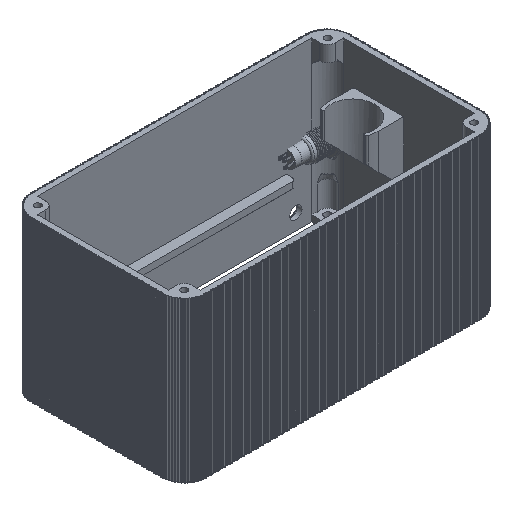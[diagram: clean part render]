
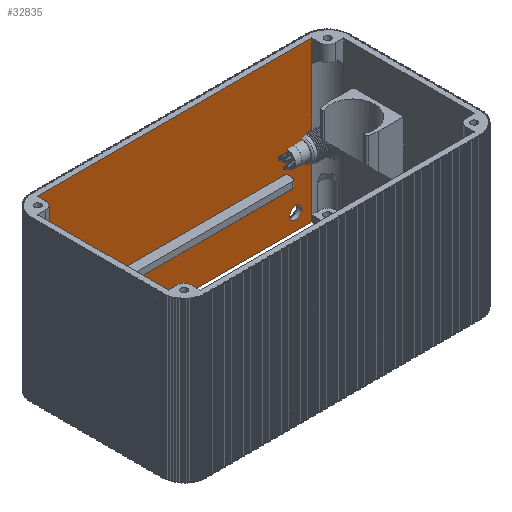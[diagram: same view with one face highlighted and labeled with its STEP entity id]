
A CAD part, isometric view. The second image highlights one B-rep face of the part: STEP entity #32835.
In plain terms, the highlighted planar face has unit normal (0, -1, 0).
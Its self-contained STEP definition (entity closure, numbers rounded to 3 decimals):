
#203=FACE_BOUND('',#4062,.T.);
#204=FACE_BOUND('',#4063,.T.);
#758=PLANE('',#36594);
#2358=FACE_OUTER_BOUND('',#4061,.T.);
#4061=EDGE_LOOP('',(#29530,#29531,#29532,#29533,#29534,#29535,#29536,#29537,
#29538,#29539));
#4062=EDGE_LOOP('',(#29540));
#4063=EDGE_LOOP('',(#29541,#29542,#29543,#29544));
#4798=LINE('',#52384,#7395);
#5208=LINE('',#55001,#7805);
#6575=LINE('',#58098,#9172);
#6578=LINE('',#58125,#9175);
#6587=LINE('',#58146,#9184);
#6589=LINE('',#58151,#9186);
#6613=LINE('',#58243,#9210);
#6626=LINE('',#58279,#9223);
#6629=LINE('',#58284,#9226);
#6630=LINE('',#58286,#9227);
#6677=LINE('',#58448,#9274);
#6678=LINE('',#58450,#9275);
#6679=LINE('',#58453,#9276);
#6680=LINE('',#58454,#9277);
#7395=VECTOR('',#39745,10.);
#7805=VECTOR('',#41977,10.);
#9172=VECTOR('',#46086,10.);
#9175=VECTOR('',#46099,10.);
#9184=VECTOR('',#46128,10.);
#9186=VECTOR('',#46134,10.);
#9210=VECTOR('',#46206,10.);
#9223=VECTOR('',#46243,10.);
#9226=VECTOR('',#46248,10.);
#9227=VECTOR('',#46251,10.);
#9274=VECTOR('',#46460,10.);
#9275=VECTOR('',#46463,10.);
#9276=VECTOR('',#46466,10.);
#9277=VECTOR('',#46467,10.);
#11356=CIRCLE('',#36385,3.9);
#13452=VERTEX_POINT('',#52381);
#13453=VERTEX_POINT('',#52383);
#14748=VERTEX_POINT('',#54999);
#14749=VERTEX_POINT('',#55000);
#14768=VERTEX_POINT('',#57596);
#14805=VERTEX_POINT('',#57816);
#14814=VERTEX_POINT('',#57905);
#14855=VERTEX_POINT('',#58123);
#14858=VERTEX_POINT('',#58150);
#14889=VERTEX_POINT('',#58240);
#14890=VERTEX_POINT('',#58242);
#14901=VERTEX_POINT('',#58278);
#14902=VERTEX_POINT('',#58282);
#14936=VERTEX_POINT('',#58446);
#14937=VERTEX_POINT('',#58452);
#16940=EDGE_CURVE('',#13453,#13452,#4798,.T.);
#18256=EDGE_CURVE('',#14748,#14749,#5208,.T.);
#19542=EDGE_CURVE('',#14768,#14768,#11356,.T.);
#19676=EDGE_CURVE('',#14814,#14748,#6575,.T.);
#19684=EDGE_CURVE('',#14855,#14814,#6578,.T.);
#19695=EDGE_CURVE('',#14805,#14749,#6587,.T.);
#19697=EDGE_CURVE('',#14858,#14805,#6589,.T.);
#19737=EDGE_CURVE('',#14889,#14890,#6613,.T.);
#19755=EDGE_CURVE('',#14901,#14890,#6626,.T.);
#19758=EDGE_CURVE('',#14889,#14902,#6629,.T.);
#19759=EDGE_CURVE('',#14902,#14901,#6630,.T.);
#19838=EDGE_CURVE('',#13452,#14936,#6677,.T.);
#19839=EDGE_CURVE('',#14936,#14858,#6678,.T.);
#19840=EDGE_CURVE('',#14855,#14937,#6679,.T.);
#19841=EDGE_CURVE('',#14937,#13453,#6680,.T.);
#29530=ORIENTED_EDGE('',*,*,#19838,.T.);
#29531=ORIENTED_EDGE('',*,*,#19839,.T.);
#29532=ORIENTED_EDGE('',*,*,#19697,.T.);
#29533=ORIENTED_EDGE('',*,*,#19695,.T.);
#29534=ORIENTED_EDGE('',*,*,#18256,.F.);
#29535=ORIENTED_EDGE('',*,*,#19676,.F.);
#29536=ORIENTED_EDGE('',*,*,#19684,.F.);
#29537=ORIENTED_EDGE('',*,*,#19840,.T.);
#29538=ORIENTED_EDGE('',*,*,#19841,.T.);
#29539=ORIENTED_EDGE('',*,*,#16940,.T.);
#29540=ORIENTED_EDGE('',*,*,#19542,.T.);
#29541=ORIENTED_EDGE('',*,*,#19758,.T.);
#29542=ORIENTED_EDGE('',*,*,#19759,.T.);
#29543=ORIENTED_EDGE('',*,*,#19755,.T.);
#29544=ORIENTED_EDGE('',*,*,#19737,.F.);
#32835=ADVANCED_FACE('',(#2358,#203,#204),#758,.T.);
#36385=AXIS2_PLACEMENT_3D('',#57597,#45853,#45854);
#36594=AXIS2_PLACEMENT_3D('',#58451,#46464,#46465);
#39745=DIRECTION('',(1.,0.,0.));
#41977=DIRECTION('',(1.,0.,0.));
#45853=DIRECTION('center_axis',(0.,1.,0.));
#45854=DIRECTION('ref_axis',(1.,0.,0.));
#46086=DIRECTION('',(0.,0.,1.));
#46099=DIRECTION('',(0.,0.,1.));
#46128=DIRECTION('',(0.,0.,1.));
#46134=DIRECTION('',(0.,0.,1.));
#46206=DIRECTION('',(1.,0.,0.));
#46243=DIRECTION('',(0.,0.,-1.));
#46248=DIRECTION('',(0.,0.,1.));
#46251=DIRECTION('',(1.,0.,0.));
#46460=DIRECTION('',(0.,0.,1.));
#46463=DIRECTION('',(1.,0.,0.));
#46464=DIRECTION('center_axis',(0.,-1.,0.));
#46465=DIRECTION('ref_axis',(1.,0.,0.));
#46466=DIRECTION('',(1.,0.,0.));
#46467=DIRECTION('',(0.,0.,-1.));
#52381=CARTESIAN_POINT('',(185.95,106.,0.));
#52383=CARTESIAN_POINT('',(14.05,106.,0.));
#52384=CARTESIAN_POINT('',(186.,106.,0.));
#54999=CARTESIAN_POINT('',(14.,106.,100.));
#55000=CARTESIAN_POINT('',(186.,106.,100.));
#55001=CARTESIAN_POINT('',(186.,106.,100.));
#57596=CARTESIAN_POINT('',(172.1,106.,10.));
#57597=CARTESIAN_POINT('Origin',(176.,106.,10.));
#57816=CARTESIAN_POINT('',(186.,106.,86.));
#57905=CARTESIAN_POINT('',(14.,106.,86.));
#58098=CARTESIAN_POINT('',(14.,106.,0.));
#58123=CARTESIAN_POINT('',(14.,106.,4.));
#58125=CARTESIAN_POINT('',(14.,106.,0.));
#58146=CARTESIAN_POINT('',(186.,106.,0.));
#58150=CARTESIAN_POINT('',(186.,106.,4.));
#58151=CARTESIAN_POINT('',(186.,106.,0.));
#58240=CARTESIAN_POINT('',(30.,106.,24.));
#58242=CARTESIAN_POINT('',(170.,106.,24.));
#58243=CARTESIAN_POINT('',(57.,106.,24.));
#58278=CARTESIAN_POINT('',(170.,106.,34.));
#58279=CARTESIAN_POINT('',(170.,106.,15.));
#58282=CARTESIAN_POINT('',(30.,106.,34.));
#58284=CARTESIAN_POINT('',(30.,106.,15.));
#58286=CARTESIAN_POINT('',(57.,106.,34.));
#58446=CARTESIAN_POINT('',(185.95,106.,4.));
#58448=CARTESIAN_POINT('',(185.95,106.,0.));
#58450=CARTESIAN_POINT('',(102.487,106.,4.));
#58451=CARTESIAN_POINT('Origin',(14.,106.,0.));
#58452=CARTESIAN_POINT('',(14.05,106.,4.));
#58453=CARTESIAN_POINT('',(11.513,106.,4.));
#58454=CARTESIAN_POINT('',(14.05,106.,0.));
